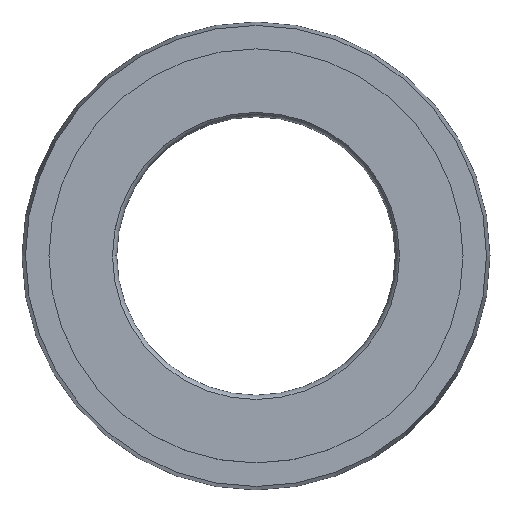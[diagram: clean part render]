
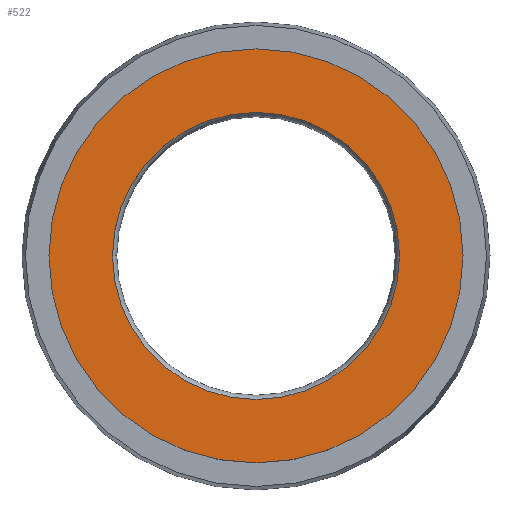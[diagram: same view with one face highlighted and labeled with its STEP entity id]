
A CAD part, top view. The second image highlights one B-rep face of the part: STEP entity #522.
In plain terms, the highlighted planar face has unit normal (0, 0, 1).
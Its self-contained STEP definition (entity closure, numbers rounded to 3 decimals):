
#3 = FACE_OUTER_BOUND ( 'NONE', #214, .T. ) ;
#7 = EDGE_CURVE ( 'NONE', #116, #543, #10, .T. ) ;
#10 = CIRCLE ( 'NONE', #44, 8.25 ) ;
#23 = ORIENTED_EDGE ( 'NONE', *, *, #7, .F. ) ;
#36 = DIRECTION ( 'NONE',  ( 1., 0., 0. ) ) ;
#44 = AXIS2_PLACEMENT_3D ( 'NONE', #349, #404, #592 ) ;
#53 = DIRECTION ( 'NONE',  ( -1., 0., 0. ) ) ;
#57 = PLANE ( 'NONE',  #61 ) ;
#61 = AXIS2_PLACEMENT_3D ( 'NONE', #345, #601, #53 ) ;
#64 = CARTESIAN_POINT ( 'NONE',  ( 8.25, 0., 0. ) ) ;
#83 = CIRCLE ( 'NONE', #91, 11.9 ) ;
#90 = CARTESIAN_POINT ( 'NONE',  ( 0., 0., 0. ) ) ;
#91 = AXIS2_PLACEMENT_3D ( 'NONE', #313, #206, #309 ) ;
#116 = VERTEX_POINT ( 'NONE', #64 ) ;
#189 = EDGE_CURVE ( 'NONE', #511, #292, #505, .T. ) ;
#206 = DIRECTION ( 'NONE',  ( 0., 0., 1. ) ) ;
#214 = EDGE_LOOP ( 'NONE', ( #306, #246 ) ) ;
#216 = FACE_BOUND ( 'NONE', #272, .T. ) ;
#246 = ORIENTED_EDGE ( 'NONE', *, *, #189, .T. ) ;
#264 = EDGE_CURVE ( 'NONE', #543, #116, #631, .T. ) ;
#272 = EDGE_LOOP ( 'NONE', ( #23, #375 ) ) ;
#292 = VERTEX_POINT ( 'NONE', #527 ) ;
#306 = ORIENTED_EDGE ( 'NONE', *, *, #530, .T. ) ;
#309 = DIRECTION ( 'NONE',  ( 1., 0., 0. ) ) ;
#313 = CARTESIAN_POINT ( 'NONE',  ( 0., 0., 0. ) ) ;
#345 = CARTESIAN_POINT ( 'NONE',  ( 0., 0., 0. ) ) ;
#349 = CARTESIAN_POINT ( 'NONE',  ( 0., 0., 0. ) ) ;
#375 = ORIENTED_EDGE ( 'NONE', *, *, #264, .F. ) ;
#390 = AXIS2_PLACEMENT_3D ( 'NONE', #561, #615, #474 ) ;
#394 = CARTESIAN_POINT ( 'NONE',  ( -11.9, 0., 0. ) ) ;
#404 = DIRECTION ( 'NONE',  ( 0., 0., 1. ) ) ;
#474 = DIRECTION ( 'NONE',  ( 1., 0., 0. ) ) ;
#505 = CIRCLE ( 'NONE', #390, 11.9 ) ;
#511 = VERTEX_POINT ( 'NONE', #394 ) ;
#515 = AXIS2_PLACEMENT_3D ( 'NONE', #90, #520, #36 ) ;
#520 = DIRECTION ( 'NONE',  ( 0., 0., 1. ) ) ;
#522 = ADVANCED_FACE ( 'NONE', ( #216, #3 ), #57, .F. ) ;
#527 = CARTESIAN_POINT ( 'NONE',  ( 11.9, 0., 0. ) ) ;
#530 = EDGE_CURVE ( 'NONE', #292, #511, #83, .T. ) ;
#543 = VERTEX_POINT ( 'NONE', #548 ) ;
#548 = CARTESIAN_POINT ( 'NONE',  ( -8.25, 0., 0. ) ) ;
#561 = CARTESIAN_POINT ( 'NONE',  ( 0., 0., 0. ) ) ;
#592 = DIRECTION ( 'NONE',  ( 1., 0., 0. ) ) ;
#601 = DIRECTION ( 'NONE',  ( 0., 0., -1. ) ) ;
#615 = DIRECTION ( 'NONE',  ( 0., 0., 1. ) ) ;
#631 = CIRCLE ( 'NONE', #515, 8.25 ) ;
